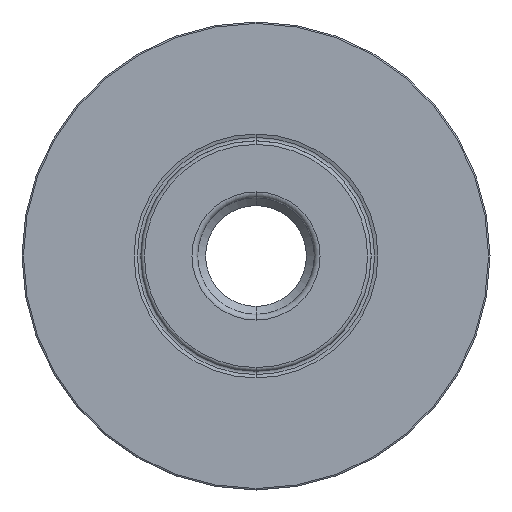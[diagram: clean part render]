
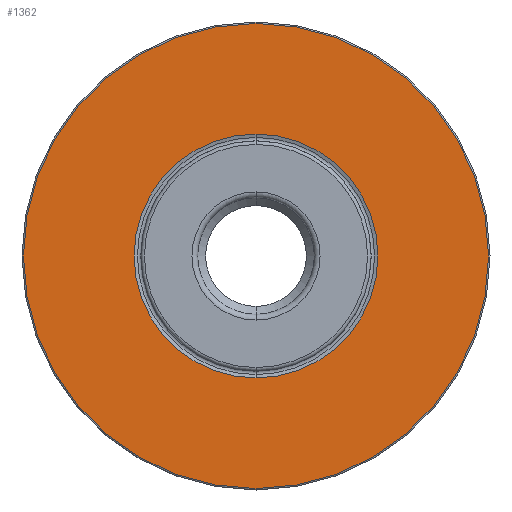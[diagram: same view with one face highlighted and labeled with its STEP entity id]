
A CAD part, front view. The second image highlights one B-rep face of the part: STEP entity #1362.
In plain terms, the highlighted planar face has unit normal (0, -1, 0).
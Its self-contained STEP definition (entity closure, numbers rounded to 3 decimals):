
#8 = CARTESIAN_POINT ( 'NONE',  ( 0., 7.8, 0. ) ) ;
#45 = AXIS2_PLACEMENT_3D ( 'NONE', #1816, #1579, #173 ) ;
#131 = ORIENTED_EDGE ( 'NONE', *, *, #1043, .F. ) ;
#158 = CARTESIAN_POINT ( 'NONE',  ( 0., 7.8, 0. ) ) ;
#173 = DIRECTION ( 'NONE',  ( 0., 0., 1. ) ) ;
#190 = VERTEX_POINT ( 'NONE', #1677 ) ;
#196 = DIRECTION ( 'NONE',  ( 0., 1., 0. ) ) ;
#219 = CIRCLE ( 'NONE', #309, 16.938 ) ;
#309 = AXIS2_PLACEMENT_3D ( 'NONE', #8, #196, #1872 ) ;
#454 = DIRECTION ( 'NONE',  ( 0., 0., 1. ) ) ;
#472 = FACE_OUTER_BOUND ( 'NONE', #1265, .T. ) ;
#738 = CARTESIAN_POINT ( 'NONE',  ( 0., 7.8, -16.938 ) ) ;
#833 = ORIENTED_EDGE ( 'NONE', *, *, #1356, .F. ) ;
#863 = CIRCLE ( 'NONE', #1764, 32.3 ) ;
#876 = ORIENTED_EDGE ( 'NONE', *, *, #1846, .T. ) ;
#889 = DIRECTION ( 'NONE',  ( 0., 1., 0. ) ) ;
#954 = FACE_BOUND ( 'NONE', #1013, .T. ) ;
#960 = AXIS2_PLACEMENT_3D ( 'NONE', #1591, #889, #454 ) ;
#984 = CARTESIAN_POINT ( 'NONE',  ( 0., 7.8, -32.3 ) ) ;
#998 = CARTESIAN_POINT ( 'NONE',  ( 0., 7.8, 32.3 ) ) ;
#1001 = VERTEX_POINT ( 'NONE', #738 ) ;
#1013 = EDGE_LOOP ( 'NONE', ( #876, #1891 ) ) ;
#1043 = EDGE_CURVE ( 'NONE', #1642, #1378, #1842, .T. ) ;
#1082 = DIRECTION ( 'NONE',  ( 0., 0., 1. ) ) ;
#1265 = EDGE_LOOP ( 'NONE', ( #833, #131 ) ) ;
#1341 = CIRCLE ( 'NONE', #45, 16.938 ) ;
#1342 = DIRECTION ( 'NONE',  ( 0., 0., 1. ) ) ;
#1356 = EDGE_CURVE ( 'NONE', #1378, #1642, #863, .T. ) ;
#1362 = ADVANCED_FACE ( 'NONE', ( #472, #954 ), #1600, .F. ) ;
#1378 = VERTEX_POINT ( 'NONE', #998 ) ;
#1445 = AXIS2_PLACEMENT_3D ( 'NONE', #158, #1917, #1082 ) ;
#1564 = EDGE_CURVE ( 'NONE', #190, #1001, #219, .T. ) ;
#1579 = DIRECTION ( 'NONE',  ( 0., 1., 0. ) ) ;
#1591 = CARTESIAN_POINT ( 'NONE',  ( 16.938, 7.8, 0. ) ) ;
#1600 = PLANE ( 'NONE',  #960 ) ;
#1642 = VERTEX_POINT ( 'NONE', #984 ) ;
#1677 = CARTESIAN_POINT ( 'NONE',  ( 0., 7.8, 16.938 ) ) ;
#1732 = CARTESIAN_POINT ( 'NONE',  ( 0., 7.8, 0. ) ) ;
#1757 = DIRECTION ( 'NONE',  ( 0., 1., 0. ) ) ;
#1764 = AXIS2_PLACEMENT_3D ( 'NONE', #1732, #1757, #1342 ) ;
#1816 = CARTESIAN_POINT ( 'NONE',  ( 0., 7.8, 0. ) ) ;
#1842 = CIRCLE ( 'NONE', #1445, 32.3 ) ;
#1846 = EDGE_CURVE ( 'NONE', #1001, #190, #1341, .T. ) ;
#1872 = DIRECTION ( 'NONE',  ( 0., 0., 1. ) ) ;
#1891 = ORIENTED_EDGE ( 'NONE', *, *, #1564, .T. ) ;
#1917 = DIRECTION ( 'NONE',  ( 0., 1., 0. ) ) ;
